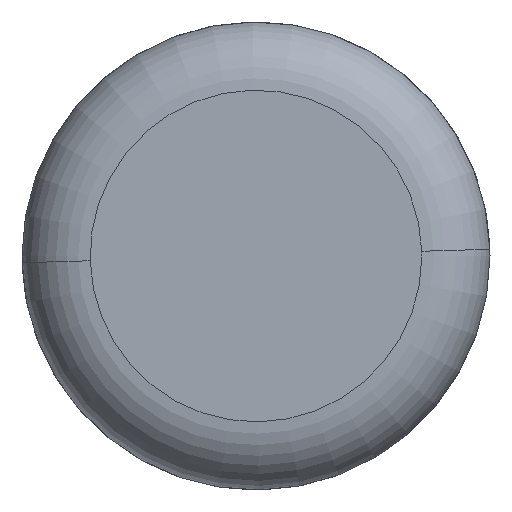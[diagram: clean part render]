
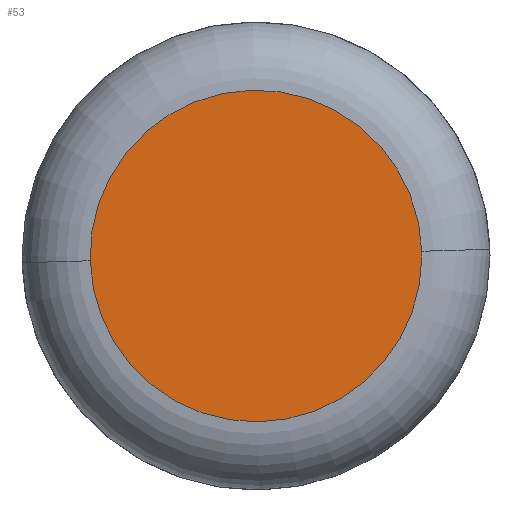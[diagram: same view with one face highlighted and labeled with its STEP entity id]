
A CAD part, front view. The second image highlights one B-rep face of the part: STEP entity #53.
In plain terms, the highlighted planar face has unit normal (0, -1, 0).
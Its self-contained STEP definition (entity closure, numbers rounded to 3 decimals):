
#53=ADVANCED_FACE('',(#106),#107,.T.);
#106=FACE_OUTER_BOUND('',#158,.T.);
#107=PLANE('',#159);
#158=EDGE_LOOP('',(#247,#248,#249));
#159=AXIS2_PLACEMENT_3D('',#250,#251,#252);
#247=ORIENTED_EDGE('',*,*,#331,.F.);
#248=ORIENTED_EDGE('',*,*,#330,.F.);
#249=ORIENTED_EDGE('',*,*,#333,.F.);
#250=CARTESIAN_POINT('',(5.15,0.0,5.14));
#251=DIRECTION('',(0.0,-1.0,0.0));
#252=DIRECTION('',(0.0,0.0,1.0));
#330=EDGE_CURVE('',#396,#398,#399,.T.);
#331=EDGE_CURVE('',#398,#393,#400,.T.);
#333=EDGE_CURVE('',#393,#396,#402,.T.);
#393=VERTEX_POINT('',#468);
#396=VERTEX_POINT('',#471);
#398=VERTEX_POINT('',#473);
#399=CIRCLE('',#474,3.65);
#400=CIRCLE('',#475,3.65);
#402=CIRCLE('',#477,3.65);
#468=CARTESIAN_POINT('',(1.502,0.0,5.035));
#471=CARTESIAN_POINT('',(8.798,0.0,5.245));
#473=CARTESIAN_POINT('',(8.8,0.0,5.14));
#474=AXIS2_PLACEMENT_3D('',#548,#549,#550);
#475=AXIS2_PLACEMENT_3D('',#551,#552,#553);
#477=AXIS2_PLACEMENT_3D('',#554,#555,#556);
#548=CARTESIAN_POINT('',(5.15,0.0,5.14));
#549=DIRECTION('',(-0.0,1.0,0.0));
#550=DIRECTION('',(1.0,0.0,0.0));
#551=CARTESIAN_POINT('',(5.15,0.0,5.14));
#552=DIRECTION('',(-0.0,1.0,0.0));
#553=DIRECTION('',(1.0,0.0,0.0));
#554=CARTESIAN_POINT('',(5.15,0.0,5.14));
#555=DIRECTION('',(-0.0,1.0,0.0));
#556=DIRECTION('',(1.0,0.0,0.0));
